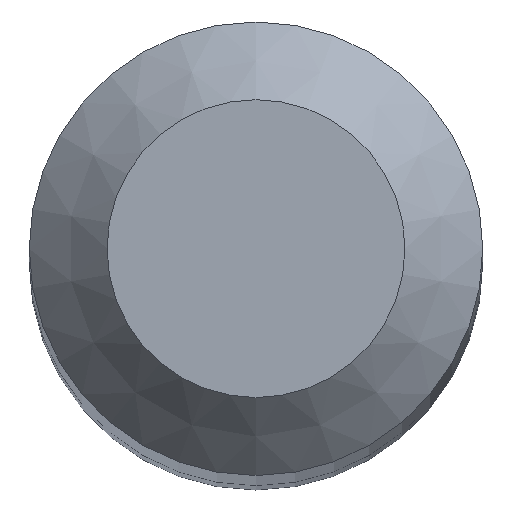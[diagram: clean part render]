
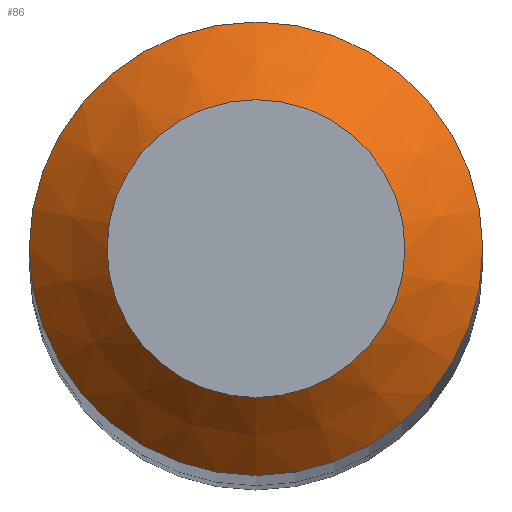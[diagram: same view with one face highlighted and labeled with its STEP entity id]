
A CAD part, top view. The second image highlights one B-rep face of the part: STEP entity #86.
In plain terms, the highlighted conical face has half-angle 45 degrees and reference radius 0.67 mm.
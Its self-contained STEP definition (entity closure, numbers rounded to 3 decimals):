
#3 = DIRECTION ( 'NONE',  ( 0., 1., 0. ) ) ;
#6 = DIRECTION ( 'NONE',  ( 0., 1., 0. ) ) ;
#21 = VERTEX_POINT ( 'NONE', #51 ) ;
#23 = AXIS2_PLACEMENT_3D ( 'NONE', #140, #154, #3 ) ;
#37 = FACE_OUTER_BOUND ( 'NONE', #151, .T. ) ;
#51 = CARTESIAN_POINT ( 'NONE',  ( 0., 0.67, 38. ) ) ;
#55 = AXIS2_PLACEMENT_3D ( 'NONE', #138, #126, #6 ) ;
#67 = CARTESIAN_POINT ( 'NONE',  ( 0., 1.02, 37.65 ) ) ;
#83 = DIRECTION ( 'NONE',  ( 0., 0., -1. ) ) ;
#86 = ADVANCED_FACE ( 'NONE', ( #37, #109 ), #91, .T. ) ;
#91 = CONICAL_SURFACE ( 'NONE', #112, 0.67, 0.785 ) ;
#95 = CIRCLE ( 'NONE', #55, 0.67 ) ;
#96 = CARTESIAN_POINT ( 'NONE',  ( 0., 0., 38. ) ) ;
#97 = VERTEX_POINT ( 'NONE', #67 ) ;
#106 = EDGE_LOOP ( 'NONE', ( #163 ) ) ;
#109 = FACE_BOUND ( 'NONE', #106, .T. ) ;
#112 = AXIS2_PLACEMENT_3D ( 'NONE', #96, #83, #169 ) ;
#114 = EDGE_CURVE ( 'NONE', #21, #21, #95, .T. ) ;
#120 = ORIENTED_EDGE ( 'NONE', *, *, #198, .F. ) ;
#126 = DIRECTION ( 'NONE',  ( 0., 0., -1. ) ) ;
#128 = CIRCLE ( 'NONE', #23, 1.02 ) ;
#138 = CARTESIAN_POINT ( 'NONE',  ( 0., 0., 38. ) ) ;
#140 = CARTESIAN_POINT ( 'NONE',  ( 0., 0., 37.65 ) ) ;
#151 = EDGE_LOOP ( 'NONE', ( #120 ) ) ;
#154 = DIRECTION ( 'NONE',  ( 0., 0., -1. ) ) ;
#163 = ORIENTED_EDGE ( 'NONE', *, *, #114, .T. ) ;
#169 = DIRECTION ( 'NONE',  ( 0., 1., 0. ) ) ;
#198 = EDGE_CURVE ( 'NONE', #97, #97, #128, .T. ) ;
